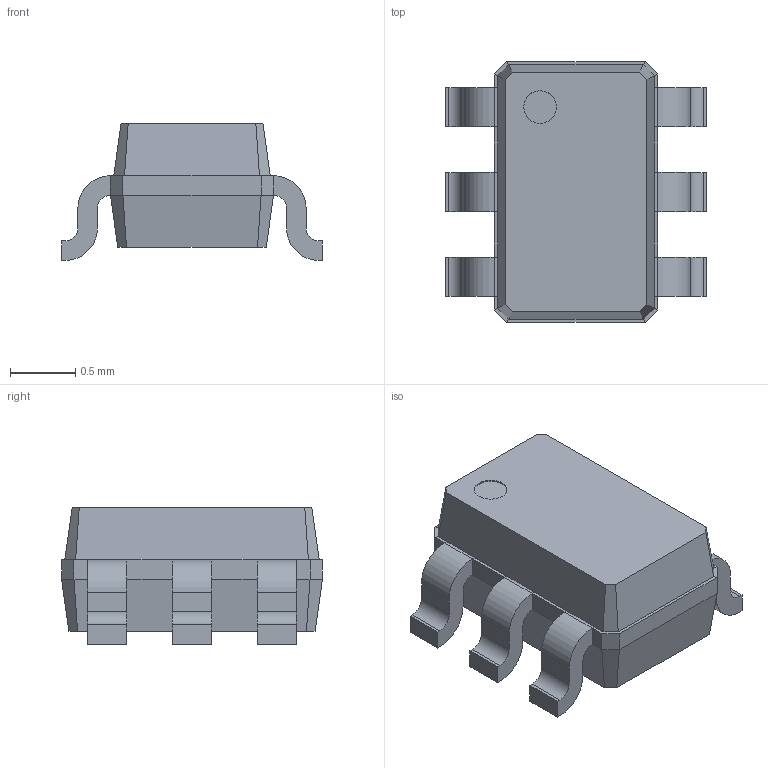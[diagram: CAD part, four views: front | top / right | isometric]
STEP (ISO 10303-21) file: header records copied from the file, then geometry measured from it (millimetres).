
FILE_DESCRIPTION (( 'STEP AP214' ), '1' );
FILE_NAME ('SOT-363_SC-70-6.step', '2019-03-24T17:21:20', ( '' ), ( '' ), 'SwSTEP 2.0', 'SolidWorks 2018', '' );
FILE_SCHEMA (( 'AUTOMOTIVE_DESIGN' ));
Length unit declared in the file: millimetre
Products named in the file (1): SOT-363_SC-70-6
Bounding box: 2 x 2 x 1.05 mm (x, y, z)
Volume: 2.4 mm3; surface area: 14 mm2
Topology: 1 solids, 1 shells, 121 faces, 294 edges, 176 vertices
Faces by surface type: plane 65, bspline 30, cylinder 26
Entity records: 3981 total; most frequent: CARTESIAN_POINT 714, ORIENTED_EDGE 588, DIRECTION 498, EDGE_CURVE 294, VECTOR 210, LINE 210, VERTEX_POINT 176, AXIS2_PLACEMENT_3D 144
